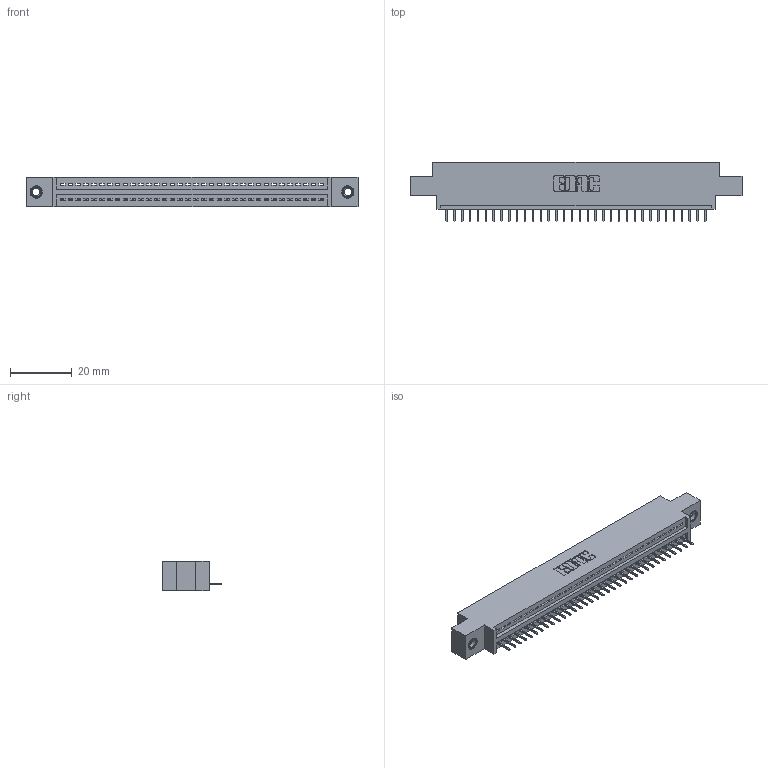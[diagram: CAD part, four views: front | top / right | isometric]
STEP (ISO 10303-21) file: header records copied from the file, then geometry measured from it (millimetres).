
FILE_DESCRIPTION (( 'STEP AP203' ), '1' );
FILE_NAME ('345-034-524-607.STEP', '2018-08-29T01:34:37', ( '' ), ( '' ), 'SwSTEP 2.0', 'SolidWorks 2016', '' );
FILE_SCHEMA (( 'CONFIG_CONTROL_DESIGN' ));
Length unit declared in the file: inch
Products named in the file (4): 345-034-524-607; 345 Part_0.170 Offset - 0.156 Dia-TI; 345-292-001_345-293-124; 345-250-001_345-250-005-103
Assembly tree (37 placements, depth 2):
  345-034-524-607
    345 Part_0.170 Offset - 0.156 Dia-TI
    345-292-001_345-293-124  x34
    345-250-001_345-250-005-103  x2
Bounding box: 107.57 x 19.35 x 9.4 mm (x, y, z)
Volume: 9890.3 mm3; surface area: 12764.2 mm2
Topology: 37 solids, 37 shells, 2298 faces, 6609 edges, 4262 vertices
Faces by surface type: plane 1680, cylinder 602, cone 12, torus 4
Entity records: 28058 total; most frequent: CARTESIAN_POINT 4841, ORIENTED_EDGE 4802, DIRECTION 4267, EDGE_CURVE 2401, LINE 2117, VECTOR 2117, VERTEX_POINT 1592, AXIS2_PLACEMENT_3D 1075
